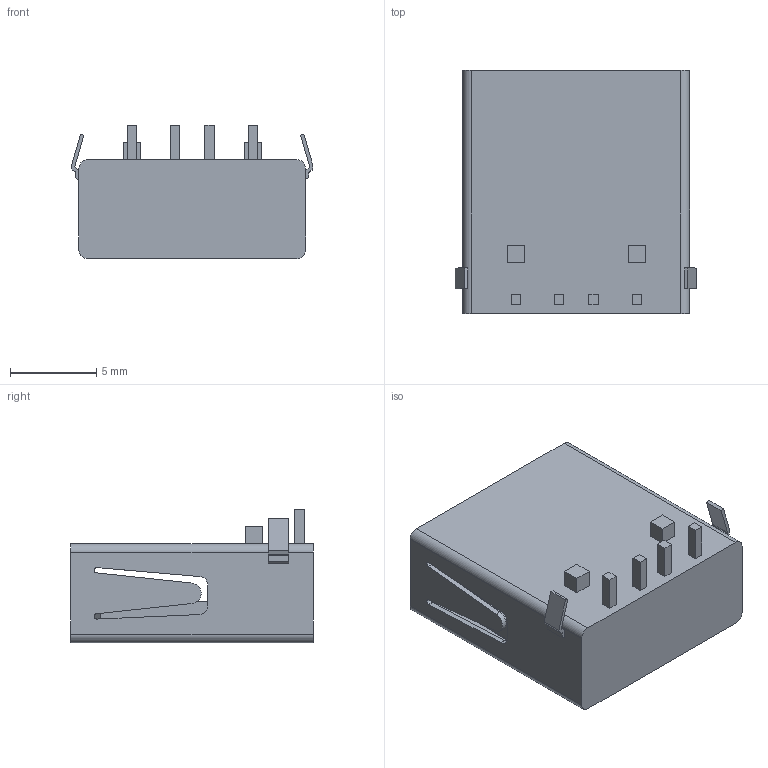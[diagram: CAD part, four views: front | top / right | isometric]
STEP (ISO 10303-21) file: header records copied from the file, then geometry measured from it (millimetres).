
FILE_DESCRIPTION((''),'2;1');
FILE_NAME('USB_AF90-91US01466','2012-09-19T',('Administrator'),(''),'PRO/ENGINEER BY PARAMETRIC TECHNOLOGY CORPORATION, 2008230','PRO/ENGINEER BY PARAMETRIC TECHNOLOGY CORPORATION, 2008230','');
FILE_SCHEMA(('AUTOMOTIVE_DESIGN_CC2 { 1 2 10303 214 -1 1 5 2 }'));
Length unit declared in the file: millimetre
Products named in the file (1): USB_AF90-91US01466
Bounding box: 13.97 x 14.05 x 7.72 mm (x, y, z)
Volume: 349.3 mm3; surface area: 1459.4 mm2
Topology: 1 solids, 1 shells, 139 faces, 377 edges, 250 vertices
Faces by surface type: plane 102, cylinder 37
Entity records: 5538 total; most frequent: CARTESIAN_POINT 767, ORIENTED_EDGE 754, DIRECTION 731, PRESENTATION_STYLE_ASSIGNMENT 379, STYLED_ITEM 379, CURVE_STYLE 378, EDGE_CURVE 377, VECTOR 303
